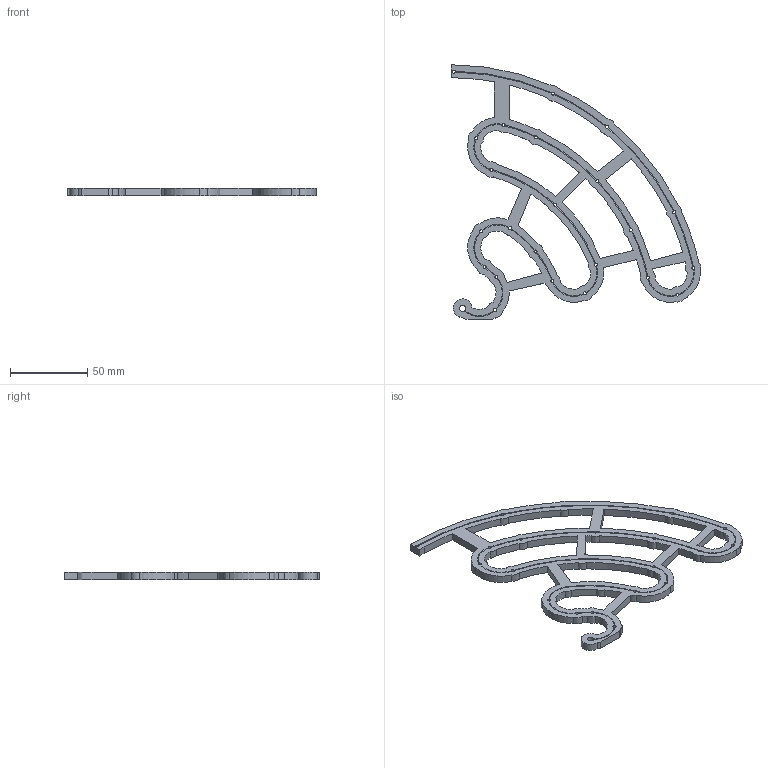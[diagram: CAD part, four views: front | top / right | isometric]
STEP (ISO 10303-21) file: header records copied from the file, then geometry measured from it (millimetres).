
FILE_DESCRIPTION(/* description */ ('Alibre Inc.'),/* implementation_level */ '2;1');
FILE_NAME(/* name */ 'export0',/* time_stamp */ '2013-06-02T21:08:38-04:00',/* author */ (''),/* organization */ (''),/* preprocessor_version */ 'ST-DEVELOPER v14',/* originating_system */ 'Alibre',/* authorisation */ '');
FILE_SCHEMA (('CONFIG_CONTROL_DESIGN'));
Length unit declared in the file: centimetre
Products named in the file (1): ID_1
Bounding box: 161.5 x 164.43 x 5 mm (x, y, z)
Volume: 37144.1 mm3; surface area: 24570.5 mm2
Topology: 1 solids, 1 shells, 165 faces, 562 edges, 375 vertices
Faces by surface type: cylinder 121, torus 24, plane 20
Full cylindrical faces by diameter (mm): 2 x23, 4 x1
Entity records: 6572 total; most frequent: CARTESIAN_POINT 1853, ORIENTED_EDGE 1026, DIRECTION 945, EDGE_CURVE 513, AXIS2_PLACEMENT_3D 412, VERTEX_POINT 350, CIRCLE 270, EDGE_LOOP 227
